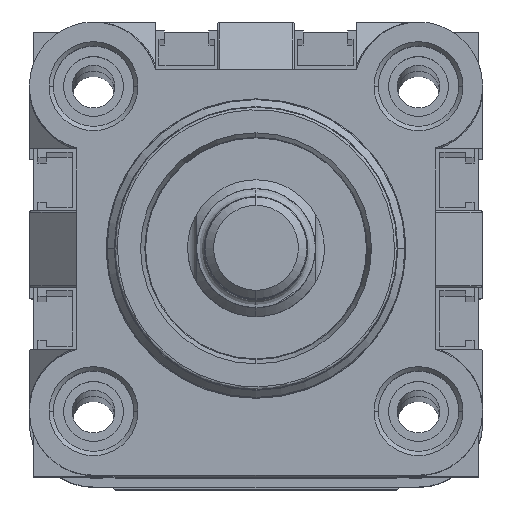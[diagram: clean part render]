
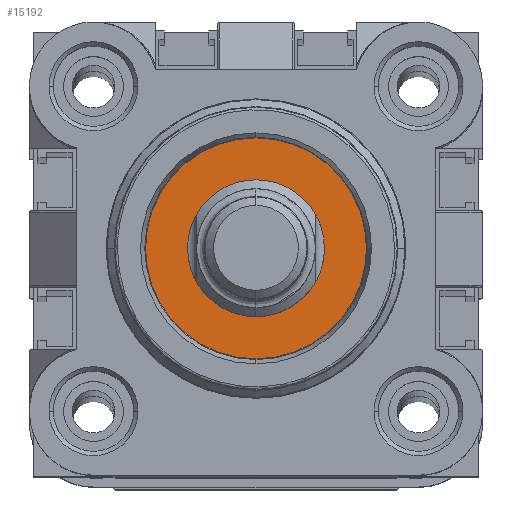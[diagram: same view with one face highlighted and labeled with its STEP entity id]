
A CAD part, top view. The second image highlights one B-rep face of the part: STEP entity #15192.
In plain terms, the highlighted face is planar.
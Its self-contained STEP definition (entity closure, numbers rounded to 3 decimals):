
#1342 = CARTESIAN_POINT ( 'NONE',  ( 34.073, 7.927, -18.5 ) ) ;
#2004 = CARTESIAN_POINT ( 'NONE',  ( 21., 21., -18.5 ) ) ;
#2882 = CIRCLE ( 'NONE', #11009, 8. ) ;
#3476 = FACE_BOUND ( 'NONE', #9759, .T. ) ;
#4060 = DIRECTION ( 'NONE',  ( -1., 0., 0. ) ) ;
#4208 = DIRECTION ( 'NONE',  ( 0., 0., -1. ) ) ;
#4501 = VERTEX_POINT ( 'NONE', #15332 ) ;
#4920 = ORIENTED_EDGE ( 'NONE', *, *, #17286, .T. ) ;
#5502 = VERTEX_POINT ( 'NONE', #8648 ) ;
#5519 = AXIS2_PLACEMENT_3D ( 'NONE', #16384, #4208, #18419 ) ;
#6312 = EDGE_CURVE ( 'NONE', #5502, #4501, #21799, .T. ) ;
#7214 = CIRCLE ( 'NONE', #10082, 12.918 ) ;
#8621 = CARTESIAN_POINT ( 'NONE',  ( 21., 21., -18.5 ) ) ;
#8648 = CARTESIAN_POINT ( 'NONE',  ( 21., 8.082, -18.5 ) ) ;
#9529 = PLANE ( 'NONE',  #18218 ) ;
#9759 = EDGE_LOOP ( 'NONE', ( #17307, #10111 ) ) ;
#9866 = EDGE_LOOP ( 'NONE', ( #4920, #11273 ) ) ;
#10082 = AXIS2_PLACEMENT_3D ( 'NONE', #8621, #22827, #10666 ) ;
#10111 = ORIENTED_EDGE ( 'NONE', *, *, #21969, .F. ) ;
#10481 = DIRECTION ( 'NONE',  ( 0., 0., -1. ) ) ;
#10666 = DIRECTION ( 'NONE',  ( 0., 1., 0. ) ) ;
#11009 = AXIS2_PLACEMENT_3D ( 'NONE', #22643, #10481, #24683 ) ;
#11273 = ORIENTED_EDGE ( 'NONE', *, *, #6312, .T. ) ;
#11565 = DIRECTION ( 'NONE',  ( -1., 0., 0. ) ) ;
#12149 = CARTESIAN_POINT ( 'NONE',  ( 13., 21., -18.5 ) ) ;
#15192 = ADVANCED_FACE ( 'NONE', ( #3476, #19018 ), #9529, .T. ) ;
#15332 = CARTESIAN_POINT ( 'NONE',  ( 21., 33.918, -18.5 ) ) ;
#15606 = AXIS2_PLACEMENT_3D ( 'NONE', #2004, #16215, #4060 ) ;
#16215 = DIRECTION ( 'NONE',  ( 0., 0., -1. ) ) ;
#16384 = CARTESIAN_POINT ( 'NONE',  ( 21., 21., -18.5 ) ) ;
#17286 = EDGE_CURVE ( 'NONE', #4501, #5502, #7214, .T. ) ;
#17307 = ORIENTED_EDGE ( 'NONE', *, *, #22750, .F. ) ;
#18218 = AXIS2_PLACEMENT_3D ( 'NONE', #1342, #23731, #11565 ) ;
#18419 = DIRECTION ( 'NONE',  ( 0., 1., 0. ) ) ;
#18786 = CIRCLE ( 'NONE', #15606, 8. ) ;
#19018 = FACE_OUTER_BOUND ( 'NONE', #9866, .T. ) ;
#20147 = VERTEX_POINT ( 'NONE', #24004 ) ;
#21799 = CIRCLE ( 'NONE', #5519, 12.918 ) ;
#21969 = EDGE_CURVE ( 'NONE', #20147, #25917, #18786, .T. ) ;
#22643 = CARTESIAN_POINT ( 'NONE',  ( 21., 21., -18.5 ) ) ;
#22750 = EDGE_CURVE ( 'NONE', #25917, #20147, #2882, .T. ) ;
#22827 = DIRECTION ( 'NONE',  ( 0., 0., -1. ) ) ;
#23731 = DIRECTION ( 'NONE',  ( 0., 0., -1. ) ) ;
#24004 = CARTESIAN_POINT ( 'NONE',  ( 29., 21., -18.5 ) ) ;
#24683 = DIRECTION ( 'NONE',  ( -1., 0., 0. ) ) ;
#25917 = VERTEX_POINT ( 'NONE', #12149 ) ;
